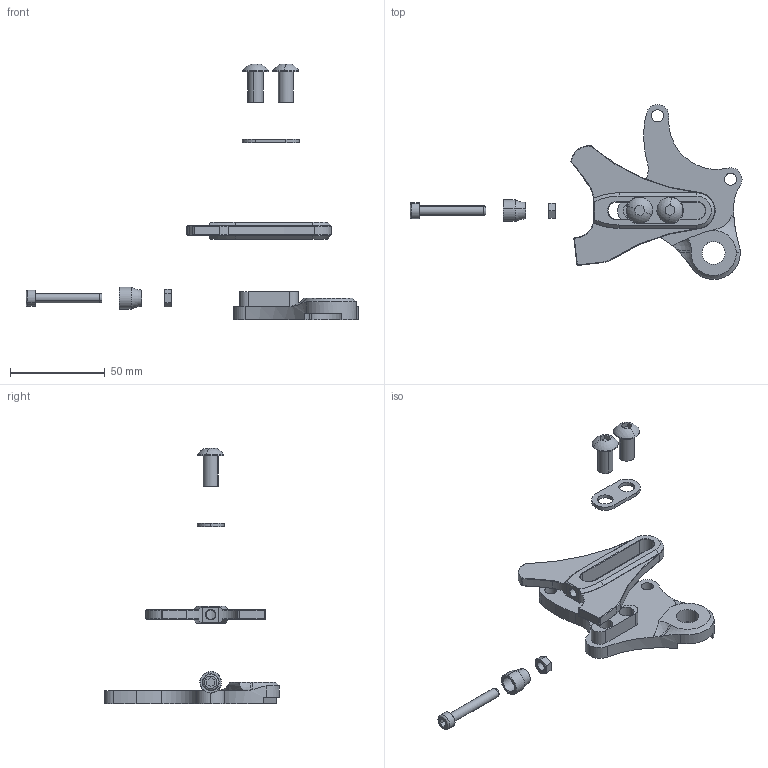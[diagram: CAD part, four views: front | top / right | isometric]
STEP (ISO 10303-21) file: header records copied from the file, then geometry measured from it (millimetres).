
FILE_DESCRIPTION (( 'STEP AP214' ), '1' );
FILE_NAME ('DR4074_Flat.STEP', '2024-09-20T21:21:11', ( '' ), ( '' ), 'SwSTEP 2.0', 'SolidWorks 2023', '' );
FILE_SCHEMA (( 'AUTOMOTIVE_DESIGN' ));
Length unit declared in the file: inch
Products named in the file (8): MS5001; DR4074_Flat; DS0004; MS1013; MS2013; MS2012; MS2016; DR4074
Assembly tree (8 placements, depth 2):
  DR4074_Flat
    DS0004
    MS1013
    MS2012  x2
    MS2013
    MS2016
    MS5001
    DR4074
Bounding box: 175 x 92.26 x 134.89 mm (x, y, z)
Volume: 38540.6 mm3; surface area: 20456.9 mm2
Topology: 8 solids, 8 shells, 257 faces, 619 edges, 382 vertices
Faces by surface type: cylinder 96, plane 85, cone 58, torus 13, sphere 5
Entity records: 7482 total; most frequent: CARTESIAN_POINT 1393, DIRECTION 1317, ORIENTED_EDGE 1166, EDGE_CURVE 583, AXIS2_PLACEMENT_3D 518, VERTEX_POINT 358, LINE 281, VECTOR 281
